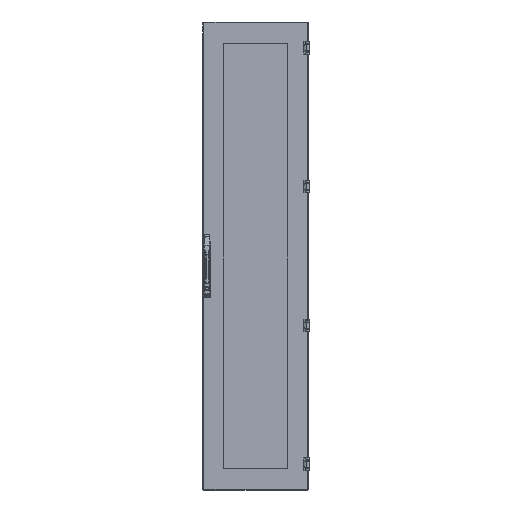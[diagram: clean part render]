
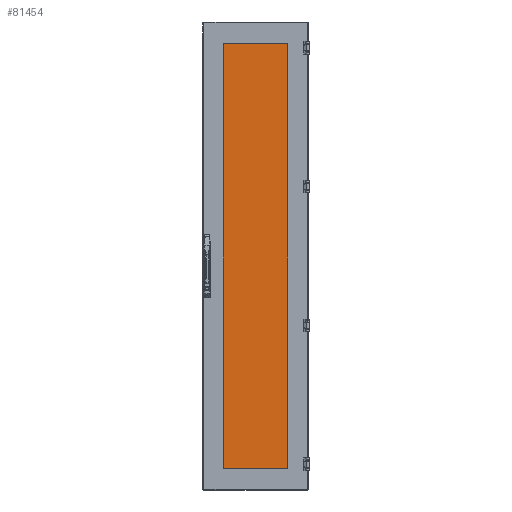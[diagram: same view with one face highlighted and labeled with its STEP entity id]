
A CAD part, top view. The second image highlights one B-rep face of the part: STEP entity #81454.
In plain terms, the highlighted planar face has unit normal (0, 0, 1).
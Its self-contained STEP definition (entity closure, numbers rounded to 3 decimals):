
#2299 = ORIENTED_EDGE ( 'NONE', *, *, #12979, .T. ) ;
#3177 = CARTESIAN_POINT ( 'NONE',  ( 173.25, -1011.05, 4. ) ) ;
#5495 = VECTOR ( 'NONE', #44172, 1000. ) ;
#5615 = EDGE_LOOP ( 'NONE', ( #2299, #46760, #58299, #72640 ) ) ;
#7863 = CARTESIAN_POINT ( 'NONE',  ( -173.25, 1011.05, 4. ) ) ;
#12979 = EDGE_CURVE ( 'NONE', #47666, #16272, #66582, .T. ) ;
#16272 = VERTEX_POINT ( 'NONE', #66266 ) ;
#17871 = DIRECTION ( 'NONE',  ( -1., 0., 0. ) ) ;
#21544 = AXIS2_PLACEMENT_3D ( 'NONE', #67462, #91056, #17871 ) ;
#26618 = EDGE_CURVE ( 'NONE', #16272, #54502, #51740, .T. ) ;
#30435 = CARTESIAN_POINT ( 'NONE',  ( -173.25, 1011.05, 4. ) ) ;
#34935 = VECTOR ( 'NONE', #39200, 1000. ) ;
#39200 = DIRECTION ( 'NONE',  ( 0., 1., 0. ) ) ;
#44172 = DIRECTION ( 'NONE',  ( -1., 0., 0. ) ) ;
#46760 = ORIENTED_EDGE ( 'NONE', *, *, #26618, .T. ) ;
#47666 = VERTEX_POINT ( 'NONE', #3177 ) ;
#51740 = LINE ( 'NONE', #30435, #5495 ) ;
#52396 = VERTEX_POINT ( 'NONE', #70188 ) ;
#52438 = CARTESIAN_POINT ( 'NONE',  ( 173.25, -1011.05, 4. ) ) ;
#54502 = VERTEX_POINT ( 'NONE', #7863 ) ;
#58299 = ORIENTED_EDGE ( 'NONE', *, *, #70287, .T. ) ;
#63257 = EDGE_CURVE ( 'NONE', #52396, #47666, #83640, .T. ) ;
#66266 = CARTESIAN_POINT ( 'NONE',  ( 173.25, 1011.05, 4. ) ) ;
#66582 = LINE ( 'NONE', #52438, #34935 ) ;
#67253 = DIRECTION ( 'NONE',  ( 0., -1., 0. ) ) ;
#67462 = CARTESIAN_POINT ( 'NONE',  ( 0., 0., 4. ) ) ;
#70188 = CARTESIAN_POINT ( 'NONE',  ( -173.25, -1011.05, 4. ) ) ;
#70287 = EDGE_CURVE ( 'NONE', #54502, #52396, #88979, .T. ) ;
#72640 = ORIENTED_EDGE ( 'NONE', *, *, #63257, .T. ) ;
#74210 = CARTESIAN_POINT ( 'NONE',  ( -173.25, -1011.05, 4. ) ) ;
#74317 = CARTESIAN_POINT ( 'NONE',  ( -173.25, -1011.05, 4. ) ) ;
#76088 = DIRECTION ( 'NONE',  ( 1., 0., 0. ) ) ;
#76405 = PLANE ( 'NONE',  #21544 ) ;
#77761 = VECTOR ( 'NONE', #67253, 1000. ) ;
#80174 = VECTOR ( 'NONE', #76088, 1000. ) ;
#81454 = ADVANCED_FACE ( 'NONE', ( #82562 ), #76405, .F. ) ;
#82562 = FACE_OUTER_BOUND ( 'NONE', #5615, .T. ) ;
#83640 = LINE ( 'NONE', #74210, #80174 ) ;
#88979 = LINE ( 'NONE', #74317, #77761 ) ;
#91056 = DIRECTION ( 'NONE',  ( 0., 0., -1. ) ) ;
